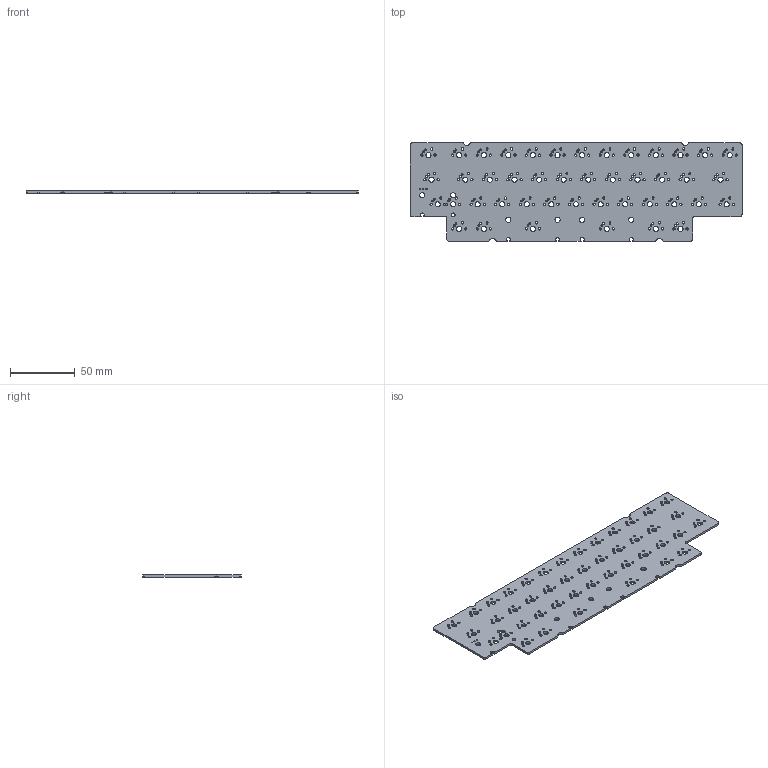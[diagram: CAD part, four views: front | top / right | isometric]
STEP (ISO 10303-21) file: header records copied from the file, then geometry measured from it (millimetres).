
FILE_DESCRIPTION(('KiCad electronic assembly'),'2;1');
FILE_NAME('ddkb.step','2023-03-27T15:04:37',('Pcbnew'),('Kicad'), 'Open CASCADE STEP processor 7.6','KiCad to STEP converter','Unknown' );
FILE_SCHEMA(('AUTOMOTIVE_DESIGN { 1 0 10303 214 1 1 1 1 }'));
Length unit declared in the file: millimetre
Products named in the file (2): ddkb 1; PCB
Assembly tree (1 placements, depth 2):
  ddkb 1
    PCB
Bounding box: 257.18 x 76.2 x 1.58 mm (x, y, z)
Volume: 27105.2 mm3; surface area: 38228 mm2
Topology: 1 solids, 1 shells, 601 faces, 1795 edges, 1198 vertices
Faces by surface type: cylinder 414, plane 187
Full cylindrical faces by diameter (mm): 1 x3, 1.47 x88, 1.75 x86, 3.048 x1, 3.988 x50
Entity records: 47437 total; most frequent: CARTESIAN_POINT 12470, DIRECTION 6385, ORIENTED_EDGE 3590, PCURVE 3590, DEFINITIONAL_REPRESENTATION 3590, LINE 3503, VECTOR 3503, EDGE_CURVE 1795
